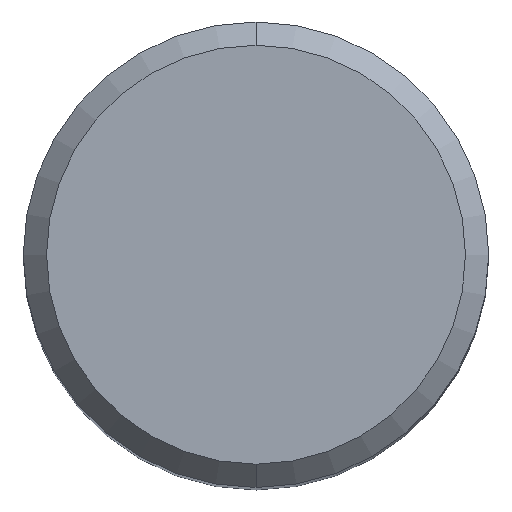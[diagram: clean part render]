
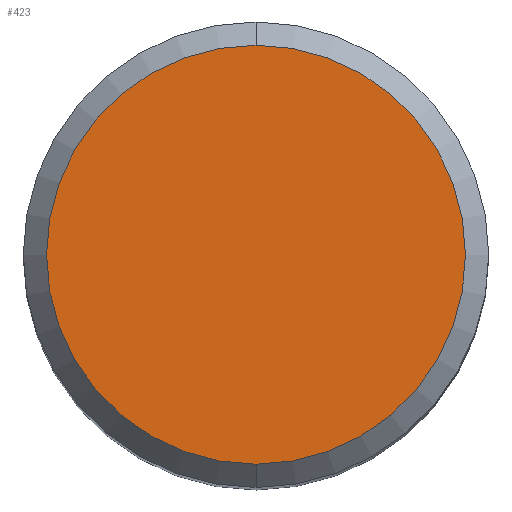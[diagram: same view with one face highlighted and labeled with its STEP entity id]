
A CAD part, top view. The second image highlights one B-rep face of the part: STEP entity #423.
In plain terms, the highlighted planar face has unit normal (0, 0, 1).
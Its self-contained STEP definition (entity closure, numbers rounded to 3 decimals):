
#249=EDGE_CURVE('',#457,#437,#561,.T.);
#283=EDGE_CURVE('',#437,#457,#599,.T.);
#423=ADVANCED_FACE('',(#756),#757,.T.);
#437=VERTEX_POINT('',#771);
#457=VERTEX_POINT('',#792);
#561=CIRCLE('',#1059,9.0);
#599=CIRCLE('',#1115,9.0);
#756=FACE_OUTER_BOUND('',#1488,.T.);
#757=PLANE('',#1489);
#771=CARTESIAN_POINT('',(0.0,9.0,0.0));
#792=CARTESIAN_POINT('',(0.,-9.0,0.0));
#1059=AXIS2_PLACEMENT_3D('',#1675,#1676,#1677);
#1115=AXIS2_PLACEMENT_3D('',#1725,#1726,#1727);
#1488=EDGE_LOOP('',(#1919,#1920));
#1489=AXIS2_PLACEMENT_3D('',#1921,#1922,#1923);
#1675=CARTESIAN_POINT('',(0.0,0.0,0.0));
#1676=DIRECTION('',(0.0,0.0,-1.0));
#1677=DIRECTION('',(0.0,1.0,0.0));
#1725=CARTESIAN_POINT('',(0.0,0.0,0.0));
#1726=DIRECTION('',(0.0,0.0,-1.0));
#1727=DIRECTION('',(0.0,1.0,0.0));
#1919=ORIENTED_EDGE('',*,*,#283,.F.);
#1920=ORIENTED_EDGE('',*,*,#249,.F.);
#1921=CARTESIAN_POINT('',(0.0,4.5,0.0));
#1922=DIRECTION('',(-0.0,0.0,1.0));
#1923=DIRECTION('',(0.0,-1.0,0.0));
